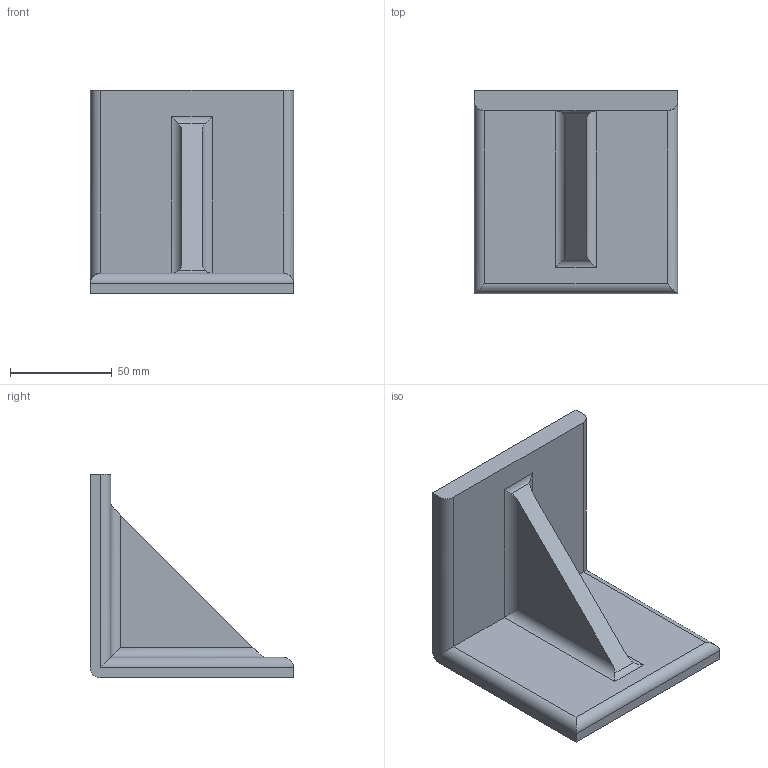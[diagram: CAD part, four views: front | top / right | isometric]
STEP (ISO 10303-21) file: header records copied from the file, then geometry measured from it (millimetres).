
FILE_DESCRIPTION(/* description */ (''),/* implementation_level */ '2;1');
FILE_NAME(/* name */ 'Bauteil1.stp',/* time_stamp */ '2021-02-24T13:26:08+01:00',/* author */ ('FiedlerTh'),/* organization */ ('THCAO'),/* preprocessor_version */ 'ST-DEVELOPER v18.1',/* originating_system */ 'Autodesk Inventor 2020',/* authorisation */ 'FiedlerTh');
FILE_SCHEMA (('AUTOMOTIVE_DESIGN { 1 0 10303 214 3 1 1 }'));
Length unit declared in the file: millimetre
Products named in the file (1): Ri_00.00.0000.01
Bounding box: 100 x 100 x 100 mm (x, y, z)
Volume: 216700.4 mm3; surface area: 47128.2 mm2
Topology: 1 solids, 1 shells, 23 faces, 57 edges, 36 vertices
Faces by surface type: cylinder 12, plane 11
Entity records: 722 total; most frequent: DIRECTION 123, CARTESIAN_POINT 117, ORIENTED_EDGE 114, EDGE_CURVE 57, AXIS2_PLACEMENT_3D 42, LINE 39, VECTOR 39, VERTEX_POINT 36
